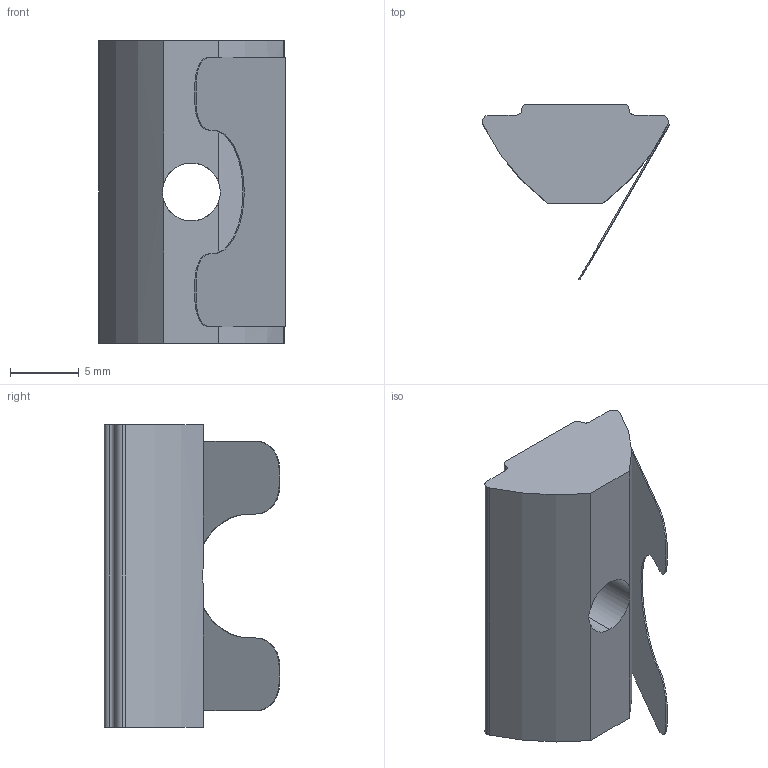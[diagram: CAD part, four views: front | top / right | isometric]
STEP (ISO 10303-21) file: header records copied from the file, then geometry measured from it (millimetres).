
FILE_DESCRIPTION (( 'STEP AP214' ), '1' );
FILE_NAME ('096025f.STEP', '2014-08-18T08:58:15', ( '' ), ( '' ), 'SwSTEP 2.0', 'SolidWorks 2014', '' );
FILE_SCHEMA (( 'AUTOMOTIVE_DESIGN' ));
Length unit declared in the file: millimetre
Products named in the file (1): 096025f
Bounding box: 13.59 x 12.76 x 22 mm (x, y, z)
Volume: 1454.2 mm3; surface area: 1277.8 mm2
Topology: 1 solids, 1 shells, 33 faces, 93 edges, 62 vertices
Faces by surface type: plane 17, cylinder 16
Entity records: 1153 total; most frequent: CARTESIAN_POINT 203, DIRECTION 195, ORIENTED_EDGE 186, EDGE_CURVE 93, AXIS2_PLACEMENT_3D 70, VERTEX_POINT 62, LINE 55, VECTOR 55
